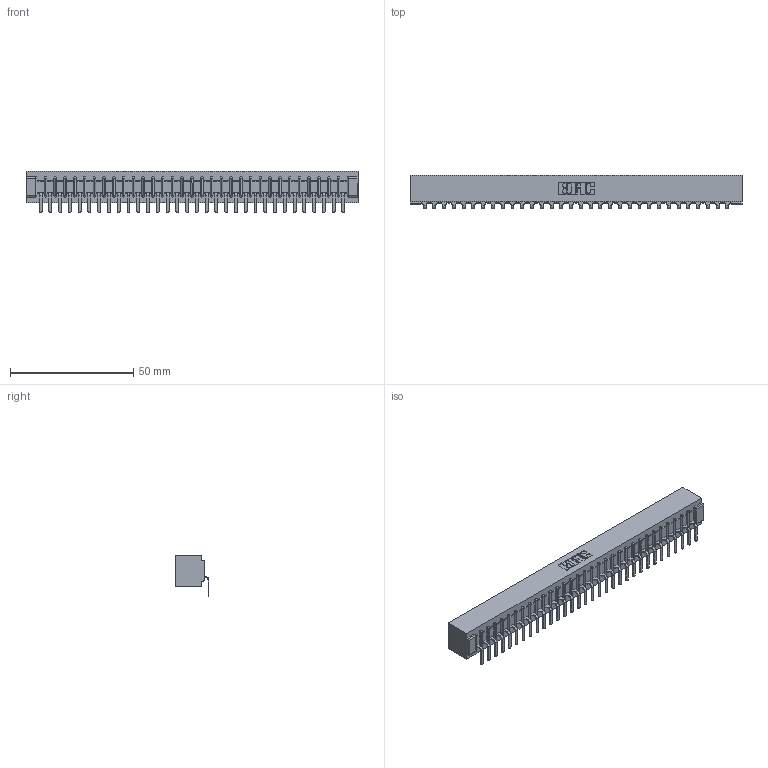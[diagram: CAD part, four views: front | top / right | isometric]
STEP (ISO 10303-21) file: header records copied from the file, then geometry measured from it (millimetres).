
FILE_DESCRIPTION (( 'STEP AP203' ), '1' );
FILE_NAME ('357-032-559-101.STEP', '2022-07-12T21:06:03', ( '' ), ( '' ), 'SwSTEP 2.0', 'SolidWorks 2020', '' );
FILE_SCHEMA (( 'CONFIG_CONTROL_DESIGN' ));
Length unit declared in the file: inch
Products named in the file (3): 307 Part_No Mounting Lugs; 307-290-001_558 559 - 1 (Single); 357-032-559-101
Assembly tree (33 placements, depth 2):
  357-032-559-101
    307 Part_No Mounting Lugs
    307-290-001_558 559 - 1 (Single)  x32
Bounding box: 134.67 x 13.7 x 16.8 mm (x, y, z)
Volume: 14450.2 mm3; surface area: 15411.1 mm2
Topology: 33 solids, 33 shells, 2063 faces, 5867 edges, 3778 vertices
Faces by surface type: plane 1314, cylinder 683, sphere 66
Entity records: 28492 total; most frequent: CARTESIAN_POINT 4796, ORIENTED_EDGE 4782, DIRECTION 4669, EDGE_CURVE 2391, VECTOR 1831, LINE 1831, VERTEX_POINT 1546, AXIS2_PLACEMENT_3D 1419
